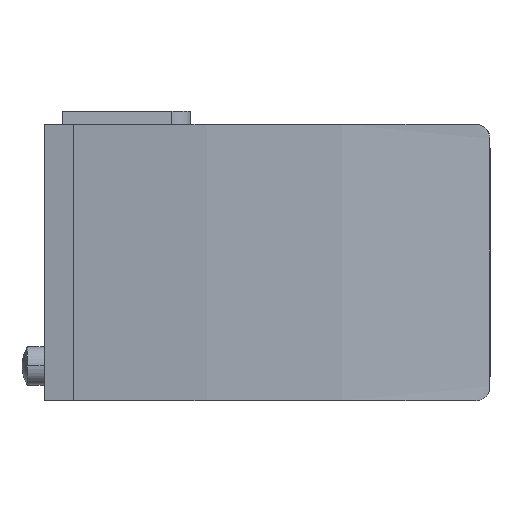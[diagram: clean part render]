
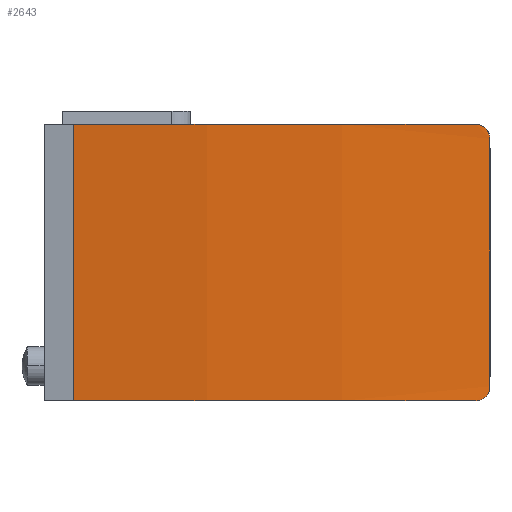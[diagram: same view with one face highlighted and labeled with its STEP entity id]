
A CAD part, left-side view. The second image highlights one B-rep face of the part: STEP entity #2643.
In plain terms, the highlighted cylindrical face has radius 300 mm (diameter 600 mm), a partial arc.
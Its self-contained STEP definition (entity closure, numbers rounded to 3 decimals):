
#2643=ADVANCED_FACE('',(#5162),#5163,.T.);
#2659=VERTEX_POINT('',#5186);
#2661=VERTEX_POINT('',#5188);
#2663=EDGE_CURVE('',#2659,#2661,#5190,.T.);
#2665=VERTEX_POINT('',#5192);
#2667=EDGE_CURVE('',#2665,#2659,#5194,.T.);
#2669=VERTEX_POINT('',#5196);
#2671=EDGE_CURVE('',#2669,#2665,#5198,.T.);
#2673=VERTEX_POINT('',#5200);
#2675=EDGE_CURVE('',#2673,#2669,#5202,.T.);
#2677=VERTEX_POINT('',#5204);
#2679=EDGE_CURVE('',#2677,#2673,#5206,.T.);
#2681=EDGE_CURVE('',#2661,#2677,#5208,.T.);
#5162=FACE_OUTER_BOUND('',#8341,.T.);
#5163=CYLINDRICAL_SURFACE('',#8342,300.0);
#5186=CARTESIAN_POINT('',(-4.808,-25.6,28.6));
#5188=CARTESIAN_POINT('',(-4.388,-28.6,25.6));
#5190=B_SPLINE_CURVE_WITH_KNOTS('',3,(#8370,#8371,#8372,#8373,#8374,#8375,#8376,#8377,#8378,#8379,#8380,#8381,#8382,#8383,#8384,#8385,#8386,#8387),.UNSPECIFIED.,.F.,.F.,(4,2,2,2,2,2,2,2,4),(4.539,5.11,5.681,6.252,6.822,7.387,7.952,8.517,9.082),.UNSPECIFIED.);
#5192=CARTESIAN_POINT('',(-4.388,57.6,28.6));
#5194=CIRCLE('',#8392,300.0);
#5196=CARTESIAN_POINT('',(-4.388,57.6,-28.6));
#5198=LINE('',#8397,#8398);
#5200=CARTESIAN_POINT('',(-4.808,-25.6,-28.6));
#5202=CIRCLE('',#8403,300.0);
#5204=CARTESIAN_POINT('',(-4.388,-28.6,-25.6));
#5206=B_SPLINE_CURVE_WITH_KNOTS('',3,(#8408,#8409,#8410,#8411,#8412,#8413,#8414,#8415,#8416,#8417,#8418,#8419,#8420,#8421,#8422,#8423,#8424,#8425),.UNSPECIFIED.,.F.,.F.,(4,2,2,2,2,2,2,2,4),(9.082,9.648,10.214,10.78,11.346,11.916,12.485,13.054,13.624),.UNSPECIFIED.);
#5208=LINE('',#8428,#8429);
#8341=EDGE_LOOP('',(#11649,#11650,#11651,#11652,#11653,#11654));
#8342=AXIS2_PLACEMENT_3D('',#11655,#11656,#11657);
#8370=CARTESIAN_POINT('',(-4.808,-25.6,28.6));
#8371=CARTESIAN_POINT('',(-4.782,-25.789,28.6));
#8372=CARTESIAN_POINT('',(-4.756,-25.984,28.582));
#8373=CARTESIAN_POINT('',(-4.703,-26.372,28.506));
#8374=CARTESIAN_POINT('',(-4.676,-26.565,28.448));
#8375=CARTESIAN_POINT('',(-4.625,-26.935,28.294));
#8376=CARTESIAN_POINT('',(-4.6,-27.112,28.198));
#8377=CARTESIAN_POINT('',(-4.554,-27.441,27.977));
#8378=CARTESIAN_POINT('',(-4.532,-27.592,27.851));
#8379=CARTESIAN_POINT('',(-4.495,-27.858,27.585));
#8380=CARTESIAN_POINT('',(-4.477,-27.982,27.435));
#8381=CARTESIAN_POINT('',(-4.446,-28.201,27.108));
#8382=CARTESIAN_POINT('',(-4.432,-28.296,26.931));
#8383=CARTESIAN_POINT('',(-4.41,-28.448,26.562));
#8384=CARTESIAN_POINT('',(-4.401,-28.506,26.37));
#8385=CARTESIAN_POINT('',(-4.39,-28.582,25.983));
#8386=CARTESIAN_POINT('',(-4.388,-28.6,25.788));
#8387=CARTESIAN_POINT('',(-4.388,-28.6,25.6));
#8392=AXIS2_PLACEMENT_3D('',#11716,#11717,#11718);
#8397=CARTESIAN_POINT('',(-4.388,57.6,0.0));
#8398=VECTOR('',#11719,1.0);
#8403=AXIS2_PLACEMENT_3D('',#11720,#11721,#11722);
#8408=CARTESIAN_POINT('',(-4.388,-28.6,-25.6));
#8409=CARTESIAN_POINT('',(-4.388,-28.6,-25.789));
#8410=CARTESIAN_POINT('',(-4.39,-28.582,-25.984));
#8411=CARTESIAN_POINT('',(-4.402,-28.506,-26.372));
#8412=CARTESIAN_POINT('',(-4.41,-28.448,-26.565));
#8413=CARTESIAN_POINT('',(-4.432,-28.294,-26.934));
#8414=CARTESIAN_POINT('',(-4.446,-28.199,-27.111));
#8415=CARTESIAN_POINT('',(-4.477,-27.979,-27.438));
#8416=CARTESIAN_POINT('',(-4.495,-27.854,-27.589));
#8417=CARTESIAN_POINT('',(-4.533,-27.588,-27.855));
#8418=CARTESIAN_POINT('',(-4.554,-27.437,-27.98));
#8419=CARTESIAN_POINT('',(-4.601,-27.109,-28.2));
#8420=CARTESIAN_POINT('',(-4.625,-26.932,-28.296));
#8421=CARTESIAN_POINT('',(-4.677,-26.562,-28.449));
#8422=CARTESIAN_POINT('',(-4.703,-26.37,-28.506));
#8423=CARTESIAN_POINT('',(-4.756,-25.983,-28.582));
#8424=CARTESIAN_POINT('',(-4.783,-25.788,-28.6));
#8425=CARTESIAN_POINT('',(-4.808,-25.6,-28.6));
#8428=CARTESIAN_POINT('',(-4.388,-28.6,0.0));
#8429=VECTOR('',#11723,1.0);
#11649=ORIENTED_EDGE('',*,*,#2663,.F.);
#11650=ORIENTED_EDGE('',*,*,#2667,.F.);
#11651=ORIENTED_EDGE('',*,*,#2671,.F.);
#11652=ORIENTED_EDGE('',*,*,#2675,.F.);
#11653=ORIENTED_EDGE('',*,*,#2679,.F.);
#11654=ORIENTED_EDGE('',*,*,#2681,.F.);
#11655=CARTESIAN_POINT('',(292.5,14.5,28.6));
#11656=DIRECTION('',(0.0,-0.0,-1.0));
#11657=DIRECTION('',(-0.99,-0.144,0.0));
#11716=CARTESIAN_POINT('',(292.5,14.5,28.6));
#11717=DIRECTION('',(0.0,0.0,1.0));
#11718=DIRECTION('',(-0.99,-0.144,0.0));
#11719=DIRECTION('',(0.0,0.0,1.0));
#11720=CARTESIAN_POINT('',(292.5,14.5,-28.6));
#11721=DIRECTION('',(-0.0,0.0,-1.0));
#11722=DIRECTION('',(-0.99,-0.144,0.0));
#11723=DIRECTION('',(0.0,0.0,-1.0));
